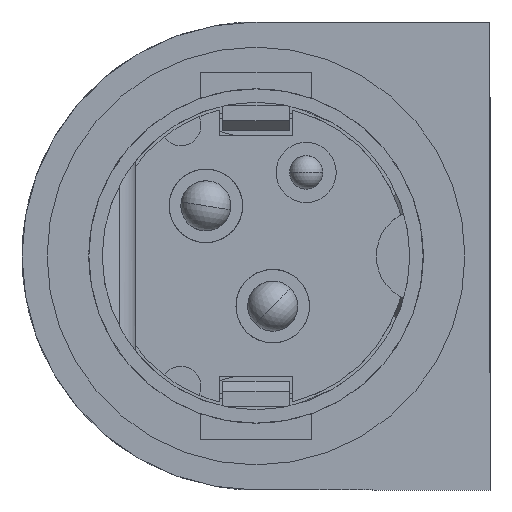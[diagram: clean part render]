
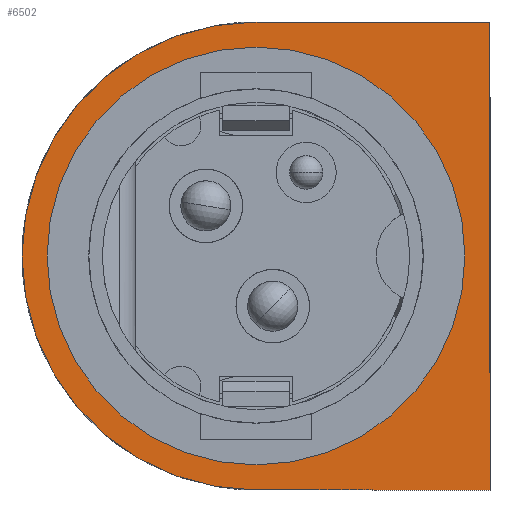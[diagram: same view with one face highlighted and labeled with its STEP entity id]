
A CAD part, left-side view. The second image highlights one B-rep face of the part: STEP entity #6502.
In plain terms, the highlighted face is planar.
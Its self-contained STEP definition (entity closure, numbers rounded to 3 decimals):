
#104 = VERTEX_POINT ( 'NONE', #10701 ) ;
#156 = EDGE_CURVE ( 'NONE', #12229, #2135, #10539, .T. ) ;
#340 = DIRECTION ( 'NONE',  ( 1., 0., 0. ) ) ;
#993 = ORIENTED_EDGE ( 'NONE', *, *, #8216, .F. ) ;
#1134 = DIRECTION ( 'NONE',  ( 1., 0., 0. ) ) ;
#1282 = DIRECTION ( 'NONE',  ( 0., 0., 1. ) ) ;
#1433 = ORIENTED_EDGE ( 'NONE', *, *, #6219, .F. ) ;
#2135 = VERTEX_POINT ( 'NONE', #2194 ) ;
#2194 = CARTESIAN_POINT ( 'NONE',  ( 9.7, 0., -7. ) ) ;
#2334 = CIRCLE ( 'NONE', #7885, 6.25 ) ;
#2398 = CARTESIAN_POINT ( 'NONE',  ( 9.7, 7., 0. ) ) ;
#2637 = DIRECTION ( 'NONE',  ( 0., 0., -1. ) ) ;
#2697 = ORIENTED_EDGE ( 'NONE', *, *, #6986, .T. ) ;
#2741 = VECTOR ( 'NONE', #11461, 1000. ) ;
#2814 = VECTOR ( 'NONE', #8823, 1000. ) ;
#3837 = CARTESIAN_POINT ( 'NONE',  ( 9.7, 7., 0. ) ) ;
#4226 = CARTESIAN_POINT ( 'NONE',  ( 9.7, 7., -6.25 ) ) ;
#4946 = AXIS2_PLACEMENT_3D ( 'NONE', #12006, #1134, #2637 ) ;
#5114 = AXIS2_PLACEMENT_3D ( 'NONE', #2398, #12157, #1282 ) ;
#5942 = DIRECTION ( 'NONE',  ( 0., 0., -1. ) ) ;
#5964 = PLANE ( 'NONE',  #5114 ) ;
#6219 = EDGE_CURVE ( 'NONE', #104, #12529, #2334, .T. ) ;
#6502 = ADVANCED_FACE ( 'NONE', ( #9454, #12231 ), #5964, .F. ) ;
#6704 = LINE ( 'NONE', #8855, #2741 ) ;
#6869 = VERTEX_POINT ( 'NONE', #10537 ) ;
#6986 = EDGE_CURVE ( 'NONE', #6869, #8103, #7644, .T. ) ;
#7064 = CARTESIAN_POINT ( 'NONE',  ( 9.7, 0., 7. ) ) ;
#7617 = CARTESIAN_POINT ( 'NONE',  ( 9.7, 7., 0. ) ) ;
#7644 = CIRCLE ( 'NONE', #12720, 7. ) ;
#7885 = AXIS2_PLACEMENT_3D ( 'NONE', #3837, #340, #11355 ) ;
#8103 = VERTEX_POINT ( 'NONE', #10568 ) ;
#8216 = EDGE_CURVE ( 'NONE', #12529, #104, #15586, .T. ) ;
#8823 = DIRECTION ( 'NONE',  ( 0., 1., 0. ) ) ;
#8855 = CARTESIAN_POINT ( 'NONE',  ( 9.7, 0., 7. ) ) ;
#9051 = LINE ( 'NONE', #15008, #2814 ) ;
#9454 = FACE_BOUND ( 'NONE', #14227, .T. ) ;
#9730 = ORIENTED_EDGE ( 'NONE', *, *, #13045, .T. ) ;
#10302 = DIRECTION ( 'NONE',  ( 0., 0., 1. ) ) ;
#10537 = CARTESIAN_POINT ( 'NONE',  ( 9.7, 7., -7. ) ) ;
#10539 = LINE ( 'NONE', #11974, #14787 ) ;
#10568 = CARTESIAN_POINT ( 'NONE',  ( 9.7, 7., 7. ) ) ;
#10701 = CARTESIAN_POINT ( 'NONE',  ( 9.7, 7., 6.25 ) ) ;
#10878 = EDGE_CURVE ( 'NONE', #8103, #12229, #6704, .T. ) ;
#11355 = DIRECTION ( 'NONE',  ( 0., 0., -1. ) ) ;
#11461 = DIRECTION ( 'NONE',  ( 0., -1., 0. ) ) ;
#11974 = CARTESIAN_POINT ( 'NONE',  ( 9.7, 0., 7. ) ) ;
#12006 = CARTESIAN_POINT ( 'NONE',  ( 9.7, 7., 0. ) ) ;
#12157 = DIRECTION ( 'NONE',  ( -1., 0., 0. ) ) ;
#12229 = VERTEX_POINT ( 'NONE', #7064 ) ;
#12231 = FACE_OUTER_BOUND ( 'NONE', #12370, .T. ) ;
#12370 = EDGE_LOOP ( 'NONE', ( #15072, #14701, #9730, #2697 ) ) ;
#12529 = VERTEX_POINT ( 'NONE', #4226 ) ;
#12720 = AXIS2_PLACEMENT_3D ( 'NONE', #7617, #13814, #10302 ) ;
#13045 = EDGE_CURVE ( 'NONE', #2135, #6869, #9051, .T. ) ;
#13814 = DIRECTION ( 'NONE',  ( 1., 0., 0. ) ) ;
#14227 = EDGE_LOOP ( 'NONE', ( #1433, #993 ) ) ;
#14701 = ORIENTED_EDGE ( 'NONE', *, *, #156, .T. ) ;
#14787 = VECTOR ( 'NONE', #5942, 1000. ) ;
#15008 = CARTESIAN_POINT ( 'NONE',  ( 9.7, 7., -7. ) ) ;
#15072 = ORIENTED_EDGE ( 'NONE', *, *, #10878, .T. ) ;
#15586 = CIRCLE ( 'NONE', #4946, 6.25 ) ;
